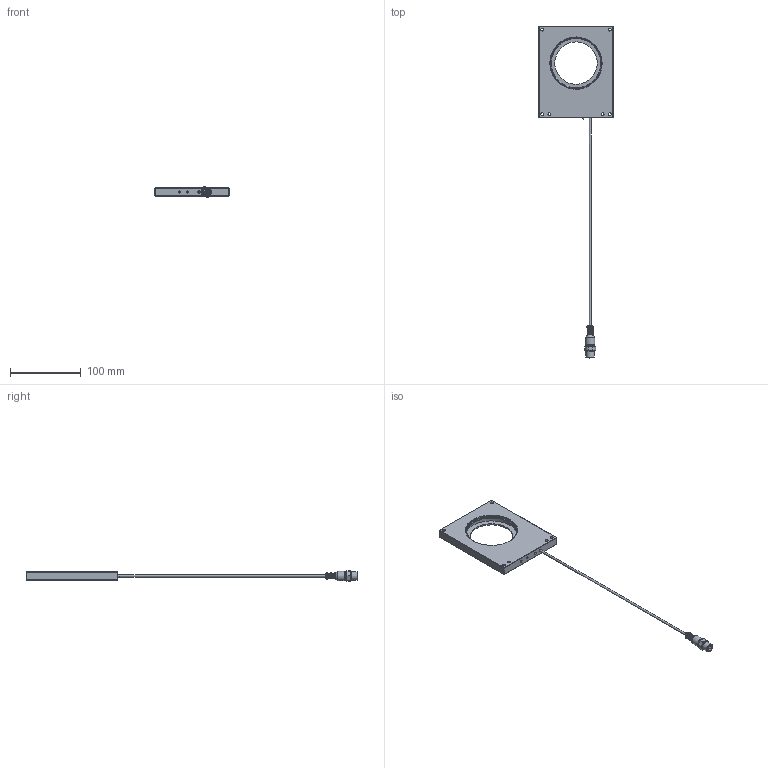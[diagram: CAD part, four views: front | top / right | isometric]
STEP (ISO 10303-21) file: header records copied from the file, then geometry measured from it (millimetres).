
FILE_DESCRIPTION(/* description */ ('DISO X xxx'),/* implementation_level */ '2;1');
FILE_NAME(/* name */ 'BEK-D70.stp',/* time_stamp */ '2015-07-21T11:53:12+02:00',/* author */ ('lsa'),/* organization */ (''),/* preprocessor_version */ 'ST-DEVELOPER v15.6',/* originating_system */ 'Autodesk Inventor 2015',/* authorisation */ '');
FILE_SCHEMA (('AUTOMOTIVE_DESIGN { 1 0 10303 214 3 1 1 }'));
Length unit declared in the file: millimetre
Products named in the file (1): Bauteil20
Bounding box: 105 x 469.4 x 14.49 mm (x, y, z)
Volume: 120984 mm3; surface area: 36745.1 mm2
Topology: 1 solids, 1 shells, 357 faces, 896 edges, 623 vertices
Faces by surface type: plane 155, cylinder 114, bspline 61, cone 18, torus 9
Full cylindrical faces by diameter (mm): 1 x3, 2.8 x1, 3 x63, 3.1 x1, 4.3 x6, 7.5 x2, 8 x1, 8.5 x4, 9 x1, 10 x1, 10.8 x1, 11.5 x1, 12 x1, 13 x1, 60 x1, 74 x1
Entity records: 13290 total; most frequent: CARTESIAN_POINT 5382, DIRECTION 1536, ORIENTED_EDGE 1420, EDGE_CURVE 710, AXIS2_PLACEMENT_3D 676, EDGE_LOOP 560, VERTEX_POINT 544, CIRCLE 379
